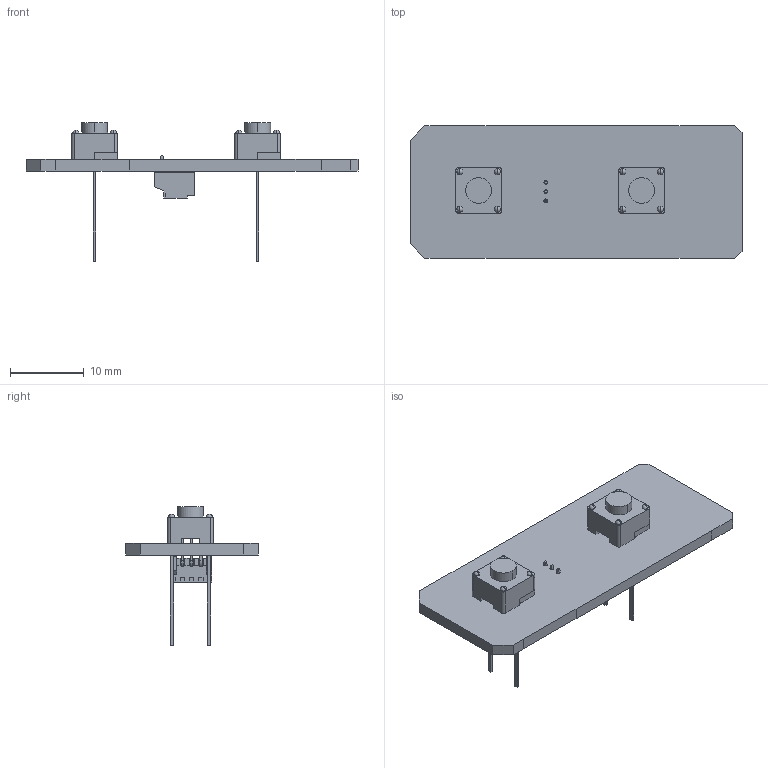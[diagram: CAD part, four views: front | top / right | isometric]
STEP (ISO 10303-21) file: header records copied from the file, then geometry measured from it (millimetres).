
FILE_DESCRIPTION(('KiCad electronic assembly'),'2;1');
FILE_NAME('Button.step','2023-03-18T20:12:38',('An Author'),('A Company' ),'Open CASCADE STEP processor 7.3','KiCad to STEP converter', 'Unknown');
FILE_SCHEMA(('AUTOMOTIVE_DESIGN { 1 0 10303 214 1 1 1 1 }'));
Length unit declared in the file: millimetre
Products named in the file (6): Open CASCADE STEP translator 7.3 1; 4-1437565-0; SOLID; 53048-0310; COMPOUND
Assembly tree (6 placements, depth 3):
  Open CASCADE STEP translator 7.3 1
    4-1437565-0  x2
      SOLID
    53048-0310
      COMPOUND
    COMPOUND
Bounding box: 45 x 18 x 18.78 mm (x, y, z)
Volume: 1618.6 mm3; surface area: 2475.2 mm2
Topology: 4 solids, 4 shells, 258 faces, 695 edges, 452 vertices
Faces by surface type: plane 196, bspline 24, cylinder 22, sphere 16
Full cylindrical faces by diameter (mm): 0.5 x3, 0.991 x4
Entity records: 14624 total; most frequent: CARTESIAN_POINT 3397, DIRECTION 1985, LINE 1447, VECTOR 1447, ORIENTED_EDGE 1114, PCURVE 1114, DEFINITIONAL_REPRESENTATION 1114, EDGE_CURVE 557
